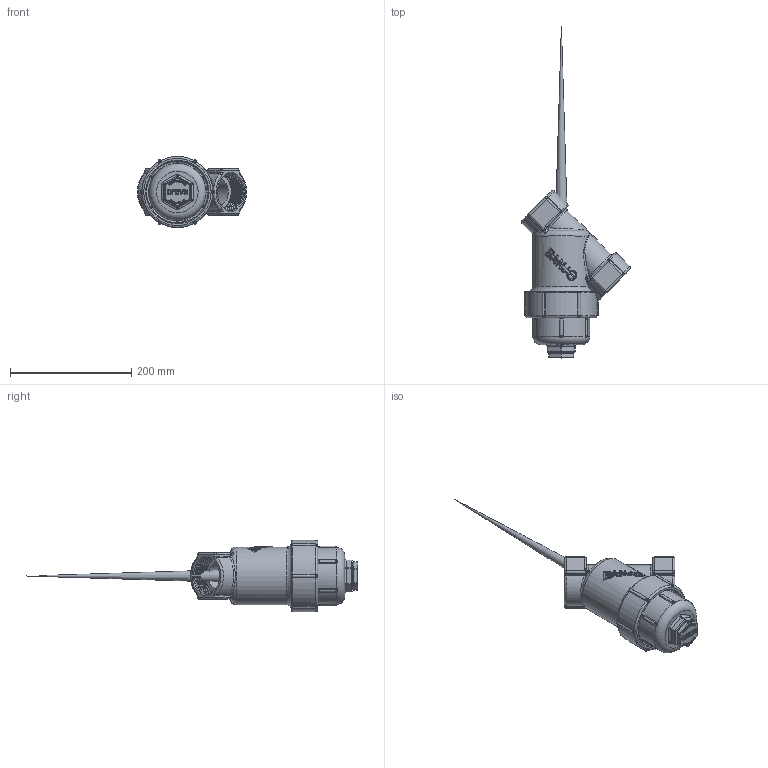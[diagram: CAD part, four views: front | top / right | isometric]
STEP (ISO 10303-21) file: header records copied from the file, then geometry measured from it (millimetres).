
FILE_DESCRIPTION(/* description */ ('2" LINE STRAINER 80 MESH'),/* implementation_level */ '2;1');
FILE_NAME(/* name */ 'LS200-80.stp',/* time_stamp */ '2020-09-10T09:43:14-04:00',/* author */ ('MJC'),/* organization */ (''),/* preprocessor_version */ 'ST-DEVELOPER v17.2',/* originating_system */ 'Autodesk Inventor 2019',/* authorisation */ '');
FILE_SCHEMA (('AUTOMOTIVE_DESIGN { 1 0 10303 214 3 1 1 }'));
Length unit declared in the file: inch
Products named in the file (8): LS200-80; LS200-B; LS150-C; LS150XC; LSQ200-PL; LSQ200-R; LS150-G; LS280
Assembly tree (7 placements, depth 3):
  LS200-80
    LS200-B
    LS150-C
      LS150XC
      LSQ200-PL
      LSQ200-R
    LS150-G
    LS280
Bounding box: 180.18 x 548.39 x 117.47 mm (x, y, z)
Volume: 918247.2 mm3; surface area: 424047.6 mm2
Topology: 6 solids, 6 shells, 1748 faces, 4556 edges, 2902 vertices
Faces by surface type: plane 842, bspline 421, cylinder 279, torus 87, cone 65, sphere 54
Full cylindrical faces by diameter (mm): 19.05 x1, 33.401 x1, 43.18 x2, 55.626 x1, 60.452 x1, 66.04 x1, 67.716 x2, 76.2 x1, 79.502 x1, 82.728 x1, 85.852 x1, 86.233 x1, 91.567 x1, 94.038 x3, 94.717 x3, 101.6 x6
Entity records: 72035 total; most frequent: CARTESIAN_POINT 31434, ORIENTED_EDGE 9032, DIRECTION 7262, EDGE_CURVE 4516, VERTEX_POINT 2900, AXIS2_PLACEMENT_3D 2455, LINE 2352, VECTOR 2352
